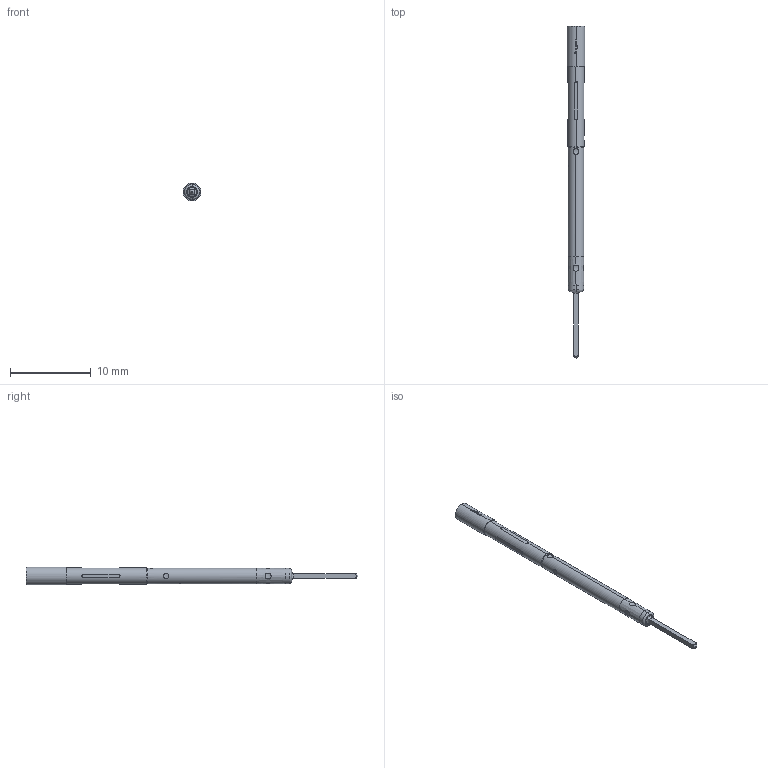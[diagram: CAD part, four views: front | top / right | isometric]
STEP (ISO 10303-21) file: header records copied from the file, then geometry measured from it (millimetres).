
FILE_DESCRIPTION (( 'STEP AP203' ), '1' );
FILE_NAME ('INGUN_KS-112_47_E5.STEP', '2022-02-09T05:18:42', ( 'ochi' ), ( '' ), 'SwSTEP 2.0', 'SolidWorks 2018', '' );
FILE_SCHEMA (( 'CONFIG_CONTROL_DESIGN' ));
Length unit declared in the file: millimetre
Products named in the file (1): INGUN_KS-112_47_E5
Bounding box: 2.2 x 41 x 2.2 mm (x, y, z)
Volume: 106.3 mm3; surface area: 232.2 mm2
Topology: 1 solids, 1 shells, 124 faces, 333 edges, 220 vertices
Faces by surface type: plane 52, cylinder 34, bspline 30, cone 6, torus 2
Entity records: 4398 total; most frequent: CARTESIAN_POINT 1492, ORIENTED_EDGE 666, DIRECTION 475, EDGE_CURVE 333, VERTEX_POINT 220, AXIS2_PLACEMENT_3D 179, EDGE_LOOP 133, B_SPLINE_CURVE_WITH_KNOTS 128
